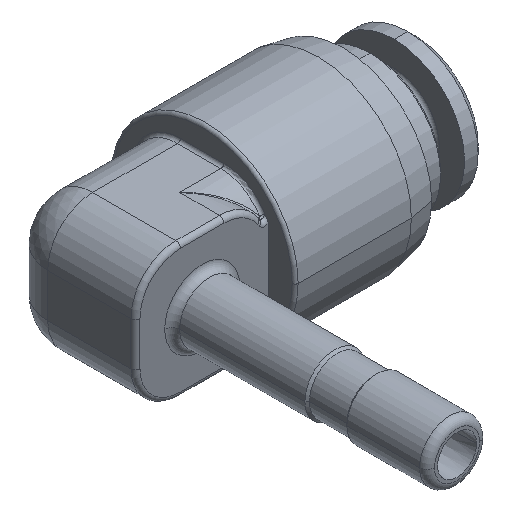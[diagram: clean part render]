
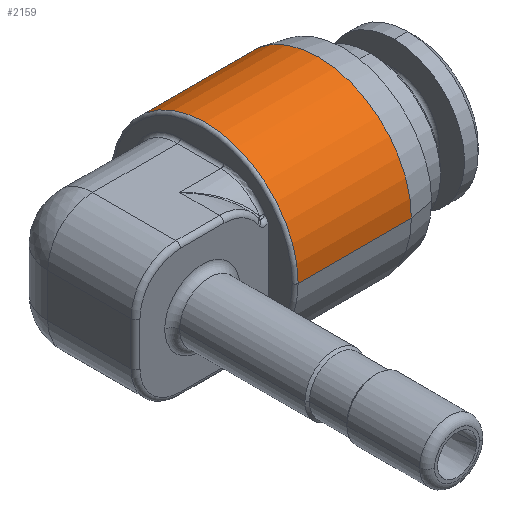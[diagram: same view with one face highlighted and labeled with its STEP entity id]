
A CAD part, isometric view. The second image highlights one B-rep face of the part: STEP entity #2159.
In plain terms, the highlighted cylindrical face has radius 6.2 mm (diameter 12.4 mm), a partial arc.
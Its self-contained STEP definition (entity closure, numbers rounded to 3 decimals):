
#569=CARTESIAN_POINT('',(12.15,0.,0.));
#570=DIRECTION('',(1.,0.,0.));
#571=DIRECTION('',(0.,1.,0.));
#572=AXIS2_PLACEMENT_3D('',#569,#570,#571);
#584=DIRECTION('',(1.,0.,0.));
#585=VECTOR('',#584,7.55);
#586=CARTESIAN_POINT('',(4.6,6.2,0.));
#587=LINE('',#586,#585);
#588=DIRECTION('',(1.,0.,0.));
#589=VECTOR('',#588,7.55);
#590=CARTESIAN_POINT('',(4.6,-6.2,0.));
#591=LINE('',#590,#589);
#592=CARTESIAN_POINT('',(4.6,0.,0.));
#593=DIRECTION('',(-1.,0.,0.));
#594=DIRECTION('',(0.,-1.,0.));
#595=AXIS2_PLACEMENT_3D('',#592,#593,#594);
#1052=CARTESIAN_POINT('',(12.15,6.2,0.));
#1054=VERTEX_POINT('',#1052);
#1056=CARTESIAN_POINT('',(12.15,-6.2,0.));
#1058=VERTEX_POINT('',#1056);
#1136=CARTESIAN_POINT('',(4.6,6.2,0.));
#1137=VERTEX_POINT('',#1136);
#1142=CARTESIAN_POINT('',(4.6,-6.2,0.));
#1143=VERTEX_POINT('',#1142);
#2147=CARTESIAN_POINT('',(14.27,0.,0.));
#2148=DIRECTION('',(-1.,0.,0.));
#2149=DIRECTION('',(0.,-1.,0.));
#2150=AXIS2_PLACEMENT_3D('',#2147,#2148,#2149);
#2151=CYLINDRICAL_SURFACE('',#2150,6.2);
#2152=ORIENTED_EDGE('',*,*,#2137,.T.);
#2153=ORIENTED_EDGE('',*,*,#2114,.T.);
#2154=ORIENTED_EDGE('',*,*,#2141,.F.);
#2156=ORIENTED_EDGE('',*,*,#2155,.T.);
#2157=EDGE_LOOP('',(#2152,#2153,#2154,#2156));
#2158=FACE_OUTER_BOUND('',#2157,.F.);
#2159=ADVANCED_FACE('',(#2158),#2151,.T.);
#573=CIRCLE('',#572,6.2);
#596=CIRCLE('',#595,6.2);
#2114=EDGE_CURVE('',#1054,#1058,#573,.T.);
#2137=EDGE_CURVE('',#1137,#1054,#587,.T.);
#2141=EDGE_CURVE('',#1143,#1058,#591,.T.);
#2155=EDGE_CURVE('',#1143,#1137,#596,.T.);
